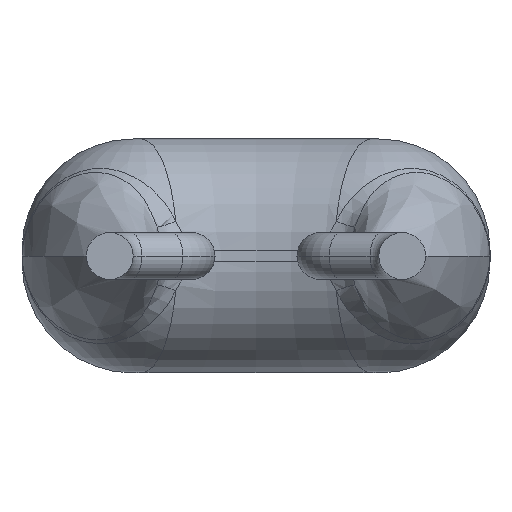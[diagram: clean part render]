
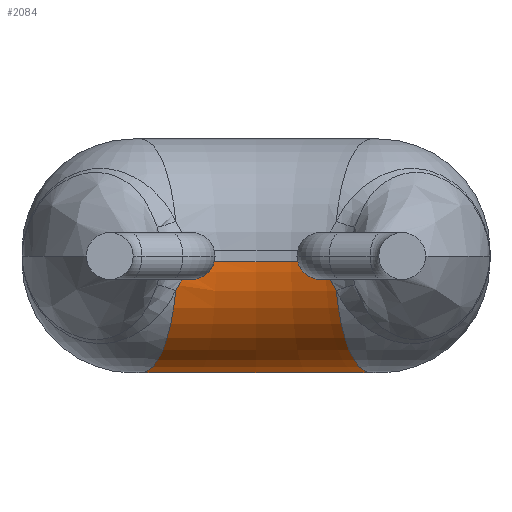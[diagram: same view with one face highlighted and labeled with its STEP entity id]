
A CAD part, front view. The second image highlights one B-rep face of the part: STEP entity #2084.
In plain terms, the highlighted toroidal (fillet/blend) face has major radius 3.033 mm and minor radius 0.95 mm.
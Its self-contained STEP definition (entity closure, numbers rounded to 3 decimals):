
#5 = CARTESIAN_POINT ( 'NONE',  ( 0.686, 2.918, -0.297 ) ) ;
#113 = VERTEX_POINT ( 'NONE', #5 ) ;
#142 = ORIENTED_EDGE ( 'NONE', *, *, #621, .T. ) ;
#201 = CARTESIAN_POINT ( 'NONE',  ( 0.638, 2.914, -0.222 ) ) ;
#241 = EDGE_CURVE ( 'NONE', #113, #2486, #1839, .T. ) ;
#335 = VERTEX_POINT ( 'NONE', #1591 ) ;
#344 = CARTESIAN_POINT ( 'NONE',  ( -0.595, 2.913, -0.05 ) ) ;
#381 = DIRECTION ( 'NONE',  ( 0., 0., -1. ) ) ;
#420 = EDGE_CURVE ( 'NONE', #1074, #113, #1365, .T. ) ;
#471 = EDGE_CURVE ( 'NONE', #1006, #2486, #1779, .T. ) ;
#481 = TOROIDAL_SURFACE ( 'NONE', #2480, 3.033, 0.95 ) ;
#495 = CARTESIAN_POINT ( 'NONE',  ( 0.595, 2.913, -0.05 ) ) ;
#525 = EDGE_CURVE ( 'NONE', #1074, #335, #595, .T. ) ;
#595 = CIRCLE ( 'NONE', #3006, 3.033 ) ;
#621 = EDGE_CURVE ( 'NONE', #2727, #335, #2894, .T. ) ;
#752 = B_SPLINE_CURVE_WITH_KNOTS ( 'NONE', 3,
 ( #344, #1665, #2216, #1199 ),
 .UNSPECIFIED., .F., .F.,
 ( 4, 4 ),
 ( 0., 0. ),
 .UNSPECIFIED. ) ;
#911 = CARTESIAN_POINT ( 'NONE',  ( 0.984, 3.786, -0.05 ) ) ;
#934 = CARTESIAN_POINT ( 'NONE',  ( 0., 0.917, -0.05 ) ) ;
#1006 = VERTEX_POINT ( 'NONE', #2890 ) ;
#1055 = FACE_OUTER_BOUND ( 'NONE', #2869, .T. ) ;
#1074 = VERTEX_POINT ( 'NONE', #1232 ) ;
#1091 = AXIS2_PLACEMENT_3D ( 'NONE', #934, #1408, #2351 ) ;
#1153 = ORIENTED_EDGE ( 'NONE', *, *, #241, .T. ) ;
#1199 = CARTESIAN_POINT ( 'NONE',  ( -0.686, 2.918, -0.297 ) ) ;
#1232 = CARTESIAN_POINT ( 'NONE',  ( 0.984, 3.786, -1. ) ) ;
#1255 = CARTESIAN_POINT ( 'NONE',  ( -0.984, 3.786, -0.05 ) ) ;
#1365 = CIRCLE ( 'NONE', #2611, 0.95 ) ;
#1408 = DIRECTION ( 'NONE',  ( 0., 0., -1. ) ) ;
#1473 = ORIENTED_EDGE ( 'NONE', *, *, #525, .F. ) ;
#1486 = DIRECTION ( 'NONE',  ( 0.946, 0.324, 0. ) ) ;
#1535 = CARTESIAN_POINT ( 'NONE',  ( -0.686, 2.918, -0.297 ) ) ;
#1591 = CARTESIAN_POINT ( 'NONE',  ( -0.984, 3.786, -1. ) ) ;
#1665 = CARTESIAN_POINT ( 'NONE',  ( -0.604, 2.91, -0.139 ) ) ;
#1764 = DIRECTION ( 'NONE',  ( -1., 0., 0. ) ) ;
#1779 = CIRCLE ( 'NONE', #1091, 2.083 ) ;
#1792 = ORIENTED_EDGE ( 'NONE', *, *, #2838, .T. ) ;
#1839 = B_SPLINE_CURVE_WITH_KNOTS ( 'NONE', 3,
 ( #3012, #201, #2070, #2767 ),
 .UNSPECIFIED., .F., .F.,
 ( 4, 4 ),
 ( 0., 0. ),
 .UNSPECIFIED. ) ;
#1894 = CARTESIAN_POINT ( 'NONE',  ( 0., 0.917, -1. ) ) ;
#2070 = CARTESIAN_POINT ( 'NONE',  ( 0.604, 2.91, -0.139 ) ) ;
#2084 = ADVANCED_FACE ( 'NONE', ( #1055 ), #481, .T. ) ;
#2216 = CARTESIAN_POINT ( 'NONE',  ( -0.638, 2.914, -0.222 ) ) ;
#2333 = ORIENTED_EDGE ( 'NONE', *, *, #420, .T. ) ;
#2351 = DIRECTION ( 'NONE',  ( -1., 0., 0. ) ) ;
#2385 = DIRECTION ( 'NONE',  ( -1., 0., 0. ) ) ;
#2421 = AXIS2_PLACEMENT_3D ( 'NONE', #1255, #1486, #2424 ) ;
#2424 = DIRECTION ( 'NONE',  ( -0.324, 0.946, 0. ) ) ;
#2480 = AXIS2_PLACEMENT_3D ( 'NONE', #2943, #381, #1764 ) ;
#2486 = VERTEX_POINT ( 'NONE', #495 ) ;
#2547 = DIRECTION ( 'NONE',  ( -0.324, -0.946, 0. ) ) ;
#2611 = AXIS2_PLACEMENT_3D ( 'NONE', #911, #2780, #2547 ) ;
#2727 = VERTEX_POINT ( 'NONE', #1535 ) ;
#2734 = ORIENTED_EDGE ( 'NONE', *, *, #471, .F. ) ;
#2767 = CARTESIAN_POINT ( 'NONE',  ( 0.595, 2.913, -0.05 ) ) ;
#2780 = DIRECTION ( 'NONE',  ( -0.946, 0.324, 0. ) ) ;
#2838 = EDGE_CURVE ( 'NONE', #1006, #2727, #752, .T. ) ;
#2841 = DIRECTION ( 'NONE',  ( 0., 0., 1. ) ) ;
#2869 = EDGE_LOOP ( 'NONE', ( #2734, #1792, #142, #1473, #2333, #1153 ) ) ;
#2890 = CARTESIAN_POINT ( 'NONE',  ( -0.595, 2.913, -0.05 ) ) ;
#2894 = CIRCLE ( 'NONE', #2421, 0.95 ) ;
#2943 = CARTESIAN_POINT ( 'NONE',  ( 0., 0.917, -0.05 ) ) ;
#3006 = AXIS2_PLACEMENT_3D ( 'NONE', #1894, #2841, #2385 ) ;
#3012 = CARTESIAN_POINT ( 'NONE',  ( 0.686, 2.918, -0.297 ) ) ;
